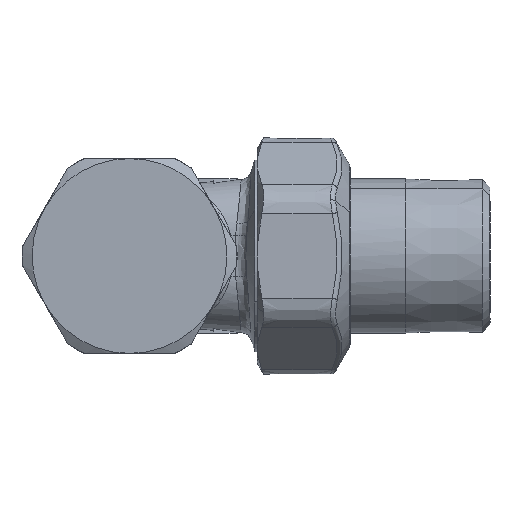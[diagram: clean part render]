
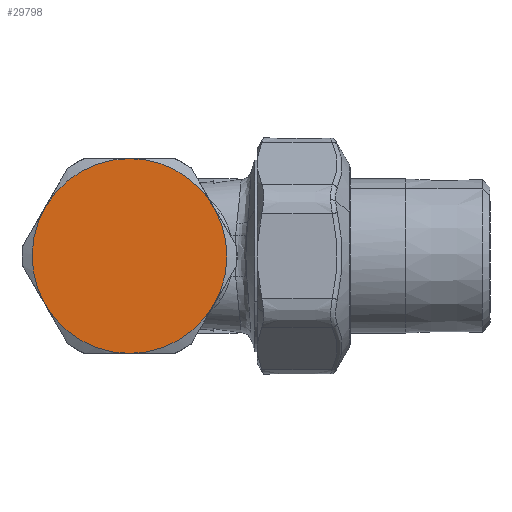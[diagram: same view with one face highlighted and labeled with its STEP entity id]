
A CAD part, front view. The second image highlights one B-rep face of the part: STEP entity #29798.
In plain terms, the highlighted planar face has unit normal (0, -1, 0).
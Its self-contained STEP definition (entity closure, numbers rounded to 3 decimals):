
#29358=CARTESIAN_POINT('Vertex',(0.,-26.,16.75)) ;
#29619=CARTESIAN_POINT('Axis2P3D Location',(0.,-26.,0.)) ;
#29623=CARTESIAN_POINT('Vertex',(14.7,-26.,8.03)) ;
#29720=CARTESIAN_POINT('Vertex',(14.529,-26.,-8.334)) ;
#29730=CARTESIAN_POINT('Axis2P3D Location',(0.,-26.,0.)) ;
#29743=CARTESIAN_POINT('Axis2P3D Location',(-16.75,-26.,0.)) ;
#29748=CARTESIAN_POINT('Axis2P3D Location',(0.,-26.,0.)) ;
#29752=CARTESIAN_POINT('Vertex',(-14.7,-26.,-8.03)) ;
#29755=CARTESIAN_POINT('Axis2P3D Location',(0.,-26.,0.)) ;
#29759=CARTESIAN_POINT('Vertex',(-14.529,-26.,-8.334)) ;
#29762=CARTESIAN_POINT('Axis2P3D Location',(0.,-26.,0.)) ;
#29766=CARTESIAN_POINT('Vertex',(-14.483,-26.,-8.415)) ;
#29769=CARTESIAN_POINT('Axis2P3D Location',(0.,-26.,0.)) ;
#29773=CARTESIAN_POINT('Vertex',(0.,-26.,-16.75)) ;
#29776=CARTESIAN_POINT('Axis2P3D Location',(0.,-26.,0.)) ;
#29780=CARTESIAN_POINT('Vertex',(14.483,-26.,-8.415)) ;
#29783=CARTESIAN_POINT('Axis2P3D Location',(0.,-26.,0.)) ;
#29620=DIRECTION('Axis2P3D Direction',(0.,1.,-0.)) ;
#29731=DIRECTION('Axis2P3D Direction',(0.,1.,-0.)) ;
#29744=DIRECTION('Axis2P3D Direction',(0.,-1.,0.)) ;
#29745=DIRECTION('Axis2P3D XDirection',(1.,0.,0.)) ;
#29749=DIRECTION('Axis2P3D Direction',(0.,-1.,0.)) ;
#29756=DIRECTION('Axis2P3D Direction',(0.,-1.,0.)) ;
#29763=DIRECTION('Axis2P3D Direction',(0.,-1.,0.)) ;
#29770=DIRECTION('Axis2P3D Direction',(0.,-1.,0.)) ;
#29777=DIRECTION('Axis2P3D Direction',(0.,-1.,0.)) ;
#29784=DIRECTION('Axis2P3D Direction',(0.,-1.,0.)) ;
#29621=AXIS2_PLACEMENT_3D('Circle Axis2P3D',#29619,#29620,$) ;
#29732=AXIS2_PLACEMENT_3D('Circle Axis2P3D',#29730,#29731,$) ;
#29746=AXIS2_PLACEMENT_3D('Plane Axis2P3D',#29743,#29744,#29745) ;
#29750=AXIS2_PLACEMENT_3D('Circle Axis2P3D',#29748,#29749,$) ;
#29757=AXIS2_PLACEMENT_3D('Circle Axis2P3D',#29755,#29756,$) ;
#29764=AXIS2_PLACEMENT_3D('Circle Axis2P3D',#29762,#29763,$) ;
#29771=AXIS2_PLACEMENT_3D('Circle Axis2P3D',#29769,#29770,$) ;
#29778=AXIS2_PLACEMENT_3D('Circle Axis2P3D',#29776,#29777,$) ;
#29785=AXIS2_PLACEMENT_3D('Circle Axis2P3D',#29783,#29784,$) ;
#29789=ORIENTED_EDGE('',*,*,#29734,.T.) ;
#29790=ORIENTED_EDGE('',*,*,#29625,.T.) ;
#29791=ORIENTED_EDGE('',*,*,#29754,.T.) ;
#29792=ORIENTED_EDGE('',*,*,#29761,.T.) ;
#29793=ORIENTED_EDGE('',*,*,#29768,.T.) ;
#29794=ORIENTED_EDGE('',*,*,#29775,.T.) ;
#29795=ORIENTED_EDGE('',*,*,#29782,.T.) ;
#29796=ORIENTED_EDGE('',*,*,#29787,.T.) ;
#29798=ADVANCED_FACE('PartBody',(#29797),#29747,.T.) ;
#29622=CIRCLE('generated circle',#29621,16.75) ;
#29733=CIRCLE('generated circle',#29732,16.75) ;
#29751=CIRCLE('generated circle',#29750,16.75) ;
#29758=CIRCLE('generated circle',#29757,16.75) ;
#29765=CIRCLE('generated circle',#29764,16.75) ;
#29772=CIRCLE('generated circle',#29771,16.75) ;
#29779=CIRCLE('generated circle',#29778,16.75) ;
#29786=CIRCLE('generated circle',#29785,16.75) ;
#29625=EDGE_CURVE('',#29624,#29359,#29622,.F.) ;
#29734=EDGE_CURVE('',#29721,#29624,#29733,.F.) ;
#29754=EDGE_CURVE('',#29359,#29753,#29751,.T.) ;
#29761=EDGE_CURVE('',#29753,#29760,#29758,.T.) ;
#29768=EDGE_CURVE('',#29760,#29767,#29765,.T.) ;
#29775=EDGE_CURVE('',#29767,#29774,#29772,.T.) ;
#29782=EDGE_CURVE('',#29774,#29781,#29779,.T.) ;
#29787=EDGE_CURVE('',#29781,#29721,#29786,.T.) ;
#29788=EDGE_LOOP('',(#29789,#29790,#29791,#29792,#29793,#29794,#29795,#29796)) ;
#29797=FACE_OUTER_BOUND('',#29788,.T.) ;
#29747=PLANE('',#29746) ;
#29359=VERTEX_POINT('',#29358) ;
#29624=VERTEX_POINT('',#29623) ;
#29721=VERTEX_POINT('',#29720) ;
#29753=VERTEX_POINT('',#29752) ;
#29760=VERTEX_POINT('',#29759) ;
#29767=VERTEX_POINT('',#29766) ;
#29774=VERTEX_POINT('',#29773) ;
#29781=VERTEX_POINT('',#29780) ;
